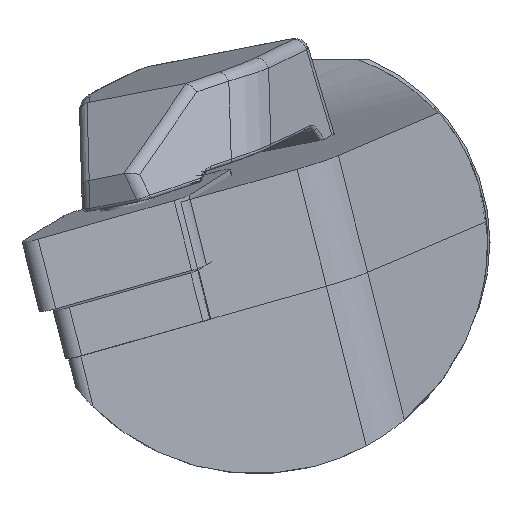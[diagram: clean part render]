
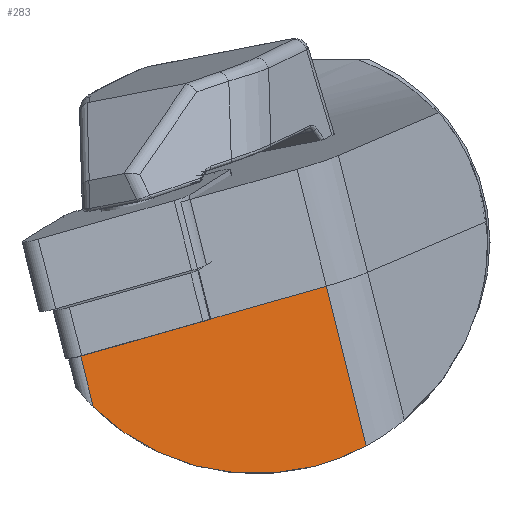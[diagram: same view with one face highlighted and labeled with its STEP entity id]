
A CAD part, left-side view. The second image highlights one B-rep face of the part: STEP entity #283.
In plain terms, the highlighted planar face has unit normal (-0.951, -0.307, -0.026).
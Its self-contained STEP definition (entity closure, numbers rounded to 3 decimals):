
#199=ELLIPSE('',#1940,15.349,14.6);
#283=ADVANCED_FACE('',(#434),#389,.F.);
#389=PLANE('',#1953);
#434=FACE_OUTER_BOUND('',#540,.T.);
#540=EDGE_LOOP('',(#933,#934,#935,#936,#937,#938));
#656=LINE('',#2783,#778);
#659=LINE('',#2788,#781);
#660=LINE('',#2790,#782);
#661=LINE('',#2792,#783);
#662=LINE('',#2794,#784);
#778=VECTOR('',#2189,1.);
#781=VECTOR('',#2196,1.);
#782=VECTOR('',#2197,1.);
#783=VECTOR('',#2198,1.);
#784=VECTOR('',#2199,1.);
#933=ORIENTED_EDGE('',*,*,#1626,.F.);
#934=ORIENTED_EDGE('',*,*,#1627,.T.);
#935=ORIENTED_EDGE('',*,*,#1628,.T.);
#936=ORIENTED_EDGE('',*,*,#1629,.F.);
#937=ORIENTED_EDGE('',*,*,#1607,.T.);
#938=ORIENTED_EDGE('',*,*,#1623,.T.);
#1440=VERTEX_POINT('',#2709);
#1441=VERTEX_POINT('',#2711);
#1452=VERTEX_POINT('',#2781);
#1454=VERTEX_POINT('',#2789);
#1455=VERTEX_POINT('',#2791);
#1456=VERTEX_POINT('',#2793);
#1607=EDGE_CURVE('',#1441,#1440,#199,.T.);
#1623=EDGE_CURVE('',#1440,#1452,#656,.T.);
#1626=EDGE_CURVE('',#1454,#1452,#659,.T.);
#1627=EDGE_CURVE('',#1454,#1455,#660,.T.);
#1628=EDGE_CURVE('',#1455,#1456,#661,.T.);
#1629=EDGE_CURVE('',#1441,#1456,#662,.T.);
#1940=AXIS2_PLACEMENT_3D('',#2710,#2163,#2164);
#1953=AXIS2_PLACEMENT_3D('',#2795,#2200,#2201);
#2163=DIRECTION('',(-0.951,-0.307,-0.026));
#2164=DIRECTION('',(-0.309,0.948,0.081));
#2189=DIRECTION('',(-0.105,0.241,0.965));
#2196=DIRECTION('',(0.29,-0.921,0.261));
#2197=DIRECTION('',(-0.29,0.921,-0.261));
#2198=DIRECTION('',(-0.29,0.921,-0.261));
#2199=DIRECTION('',(-0.105,0.241,0.965));
#2200=DIRECTION('',(0.951,0.307,0.026));
#2201=DIRECTION('',(0.308,-0.952,0.));
#2709=CARTESIAN_POINT('',(-173.588,3.787,-12.922));
#2710=CARTESIAN_POINT('',(-176.188,10.729,-0.078));
#2711=CARTESIAN_POINT('',(-179.212,20.978,-10.475));
#2781=CARTESIAN_POINT('',(-174.678,6.297,-2.856));
#2783=CARTESIAN_POINT('',(-210.643,89.078,329.164));
#2788=CARTESIAN_POINT('',(-174.678,6.297,-2.856));
#2789=CARTESIAN_POINT('',(-176.99,13.628,-4.934));
#2790=CARTESIAN_POINT('',(-174.678,6.297,-2.856));
#2791=CARTESIAN_POINT('',(-176.998,13.653,-4.942));
#2792=CARTESIAN_POINT('',(-174.678,6.297,-2.856));
#2793=CARTESIAN_POINT('',(-179.562,21.783,-7.246));
#2794=CARTESIAN_POINT('',(-215.527,104.565,324.774));
#2795=CARTESIAN_POINT('',(-210.643,89.078,329.164));
